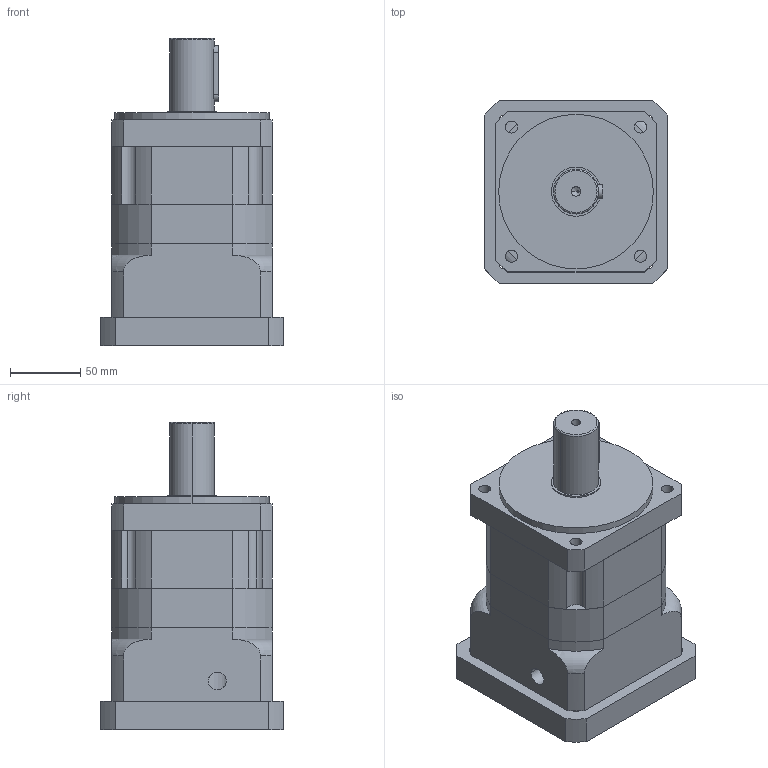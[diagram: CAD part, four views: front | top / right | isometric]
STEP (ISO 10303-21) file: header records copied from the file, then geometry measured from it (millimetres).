
FILE_DESCRIPTION (( 'STEP AP214' ), '1' );
FILE_NAME ('DS120-L2-XX-22-110-145-M8_2019.STEP', '2019-03-18T08:52:40', ( 'Y' ), ( 'NCU' ), 'SwSTEP 2.0', 'SolidWorks 2016', '' );
FILE_SCHEMA (( 'AUTOMOTIVE_DESIGN' ));
Length unit declared in the file: millimetre
Products named in the file (1): DS120-L2-XX-22-110-145-M8_2019
Bounding box: 130 x 130 x 218.5 mm (x, y, z)
Volume: 1935211.7 mm3; surface area: 232343.2 mm2
Topology: 4 solids, 16 shells, 380 faces, 873 edges, 562 vertices
Faces by surface type: plane 181, cylinder 159, cone 34, torus 6
Entity records: 12602 total; most frequent: CARTESIAN_POINT 2266, DIRECTION 1964, ORIENTED_EDGE 1726, EDGE_CURVE 863, AXIS2_PLACEMENT_3D 736, VERTEX_POINT 562, VECTOR 492, LINE 492
